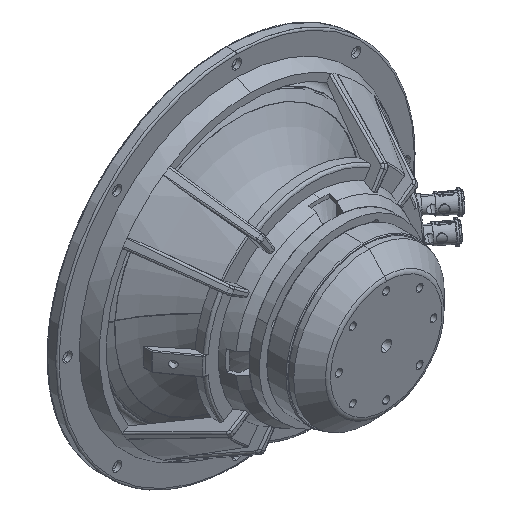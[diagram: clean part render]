
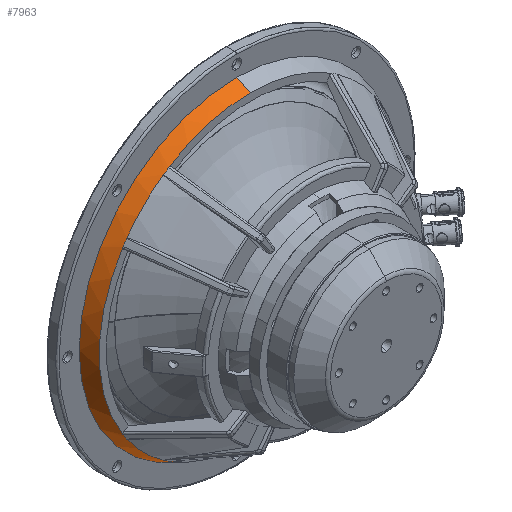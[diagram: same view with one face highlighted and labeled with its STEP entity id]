
A CAD part, isometric view. The second image highlights one B-rep face of the part: STEP entity #7963.
In plain terms, the highlighted conical face has half-angle 25 degrees and reference radius 92 mm.
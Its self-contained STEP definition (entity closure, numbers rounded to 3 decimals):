
#351 = EDGE_CURVE ( 'NONE', #14982, #5310, #12947, .T. ) ;
#412 = LINE ( 'NONE', #7318, #6172 ) ;
#660 = EDGE_CURVE ( 'NONE', #17914, #15948, #412, .T. ) ;
#886 = CARTESIAN_POINT ( 'NONE',  ( -50.658, 110.786, 21.333 ) ) ;
#916 = DIRECTION ( 'NONE',  ( 0., 1., 0. ) ) ;
#1032 = DIRECTION ( 'NONE',  ( 0., 1., 0. ) ) ;
#1141 = ORIENTED_EDGE ( 'NONE', *, *, #20566, .T. ) ;
#1762 = DIRECTION ( 'NONE',  ( 0., 1., 0. ) ) ;
#1824 = CARTESIAN_POINT ( 'NONE',  ( 21.545, 110.786, -16.167 ) ) ;
#1985 = AXIS2_PLACEMENT_3D ( 'NONE', #6008, #12910, #19812 ) ;
#2682 = CARTESIAN_POINT ( 'NONE',  ( 21.545, 118.804, -19.905 ) ) ;
#2871 = DIRECTION ( 'NONE',  ( 0., 1., 0. ) ) ;
#2971 = CIRCLE ( 'NONE', #15629, 88.261 ) ;
#3217 = DIRECTION ( 'NONE',  ( 0., 0., 1. ) ) ;
#3511 = AXIS2_PLACEMENT_3D ( 'NONE', #5204, #12098, #19008 ) ;
#3573 = CARTESIAN_POINT ( 'NONE',  ( 21.545, 110.786, 72.095 ) ) ;
#3596 = DIRECTION ( 'NONE',  ( 0., 0., 1. ) ) ;
#3656 = CARTESIAN_POINT ( 'NONE',  ( -52.765, 110.786, 119.72 ) ) ;
#4903 = CARTESIAN_POINT ( 'NONE',  ( 21.545, 118.804, 72.095 ) ) ;
#5204 = CARTESIAN_POINT ( 'NONE',  ( 21.545, 110.786, 72.095 ) ) ;
#5310 = VERTEX_POINT ( 'NONE', #6413 ) ;
#5478 = ORIENTED_EDGE ( 'NONE', *, *, #22295, .F. ) ;
#5694 = VERTEX_POINT ( 'NONE', #10558 ) ;
#6008 = CARTESIAN_POINT ( 'NONE',  ( 21.545, 110.786, 72.095 ) ) ;
#6085 = AXIS2_PLACEMENT_3D ( 'NONE', #14923, #21829, #6312 ) ;
#6145 = AXIS2_PLACEMENT_3D ( 'NONE', #18366, #2871, #9757 ) ;
#6172 = VECTOR ( 'NONE', #14212, 1000. ) ;
#6312 = DIRECTION ( 'NONE',  ( 0., 0., 1. ) ) ;
#6413 = CARTESIAN_POINT ( 'NONE',  ( -29.216, 110.786, 144.298 ) ) ;
#6714 = EDGE_CURVE ( 'NONE', #15029, #15948, #21621, .T. ) ;
#6942 = ORIENTED_EDGE ( 'NONE', *, *, #9539, .T. ) ;
#7046 = VECTOR ( 'NONE', #9563, 1000. ) ;
#7206 = VERTEX_POINT ( 'NONE', #13708 ) ;
#7299 = CIRCLE ( 'NONE', #19928, 88.261 ) ;
#7318 = CARTESIAN_POINT ( 'NONE',  ( 21.545, 118.804, 164.095 ) ) ;
#7817 = DIRECTION ( 'NONE',  ( 0., 0., 1. ) ) ;
#7931 = DIRECTION ( 'NONE',  ( 0., 0., 1. ) ) ;
#7963 = ADVANCED_FACE ( 'NONE', ( #11452 ), #15906, .T. ) ;
#8102 = VERTEX_POINT ( 'NONE', #16814 ) ;
#8646 = CIRCLE ( 'NONE', #21299, 88.261 ) ;
#8656 = DIRECTION ( 'NONE',  ( 0., 0., 1. ) ) ;
#9539 = EDGE_CURVE ( 'NONE', #19465, #5694, #8646, .T. ) ;
#9563 = DIRECTION ( 'NONE',  ( 0., 0.906, -0.423 ) ) ;
#9757 = DIRECTION ( 'NONE',  ( 0., 0., 1. ) ) ;
#10404 = AXIS2_PLACEMENT_3D ( 'NONE', #16423, #916, #7817 ) ;
#10430 = CARTESIAN_POINT ( 'NONE',  ( 21.545, 118.804, -19.905 ) ) ;
#10467 = DIRECTION ( 'NONE',  ( 0., 1., 0. ) ) ;
#10558 = CARTESIAN_POINT ( 'NONE',  ( -52.765, 110.786, 24.47 ) ) ;
#10732 = AXIS2_PLACEMENT_3D ( 'NONE', #17271, #1762, #8656 ) ;
#10898 = ORIENTED_EDGE ( 'NONE', *, *, #6714, .F. ) ;
#11452 = FACE_OUTER_BOUND ( 'NONE', #14738, .T. ) ;
#11509 = ORIENTED_EDGE ( 'NONE', *, *, #660, .T. ) ;
#11627 = ORIENTED_EDGE ( 'NONE', *, *, #16685, .T. ) ;
#11718 = CIRCLE ( 'NONE', #1985, 88.261 ) ;
#11799 = DIRECTION ( 'NONE',  ( 0., 1., 0. ) ) ;
#11805 = CARTESIAN_POINT ( 'NONE',  ( 21.545, 110.786, 72.095 ) ) ;
#11857 = AXIS2_PLACEMENT_3D ( 'NONE', #4903, #11799, #18715 ) ;
#12098 = DIRECTION ( 'NONE',  ( 0., 1., 0. ) ) ;
#12190 = CARTESIAN_POINT ( 'NONE',  ( 21.545, 110.786, 72.095 ) ) ;
#12526 = CIRCLE ( 'NONE', #15437, 88.261 ) ;
#12838 = EDGE_CURVE ( 'NONE', #21439, #14982, #13254, .T. ) ;
#12910 = DIRECTION ( 'NONE',  ( 0., 1., 0. ) ) ;
#12918 = ORIENTED_EDGE ( 'NONE', *, *, #19154, .T. ) ;
#12947 = CIRCLE ( 'NONE', #6085, 88.261 ) ;
#13254 = CIRCLE ( 'NONE', #3511, 88.261 ) ;
#13470 = CARTESIAN_POINT ( 'NONE',  ( 21.545, 110.786, 160.356 ) ) ;
#13489 = CARTESIAN_POINT ( 'NONE',  ( -50.658, 110.786, 122.856 ) ) ;
#13708 = CARTESIAN_POINT ( 'NONE',  ( -26.08, 110.786, -2.215 ) ) ;
#13981 = ORIENTED_EDGE ( 'NONE', *, *, #18344, .T. ) ;
#14164 = CARTESIAN_POINT ( 'NONE',  ( 21.545, 118.804, 164.095 ) ) ;
#14167 = ORIENTED_EDGE ( 'NONE', *, *, #21646, .T. ) ;
#14212 = DIRECTION ( 'NONE',  ( 0., 0.906, 0.423 ) ) ;
#14738 = EDGE_LOOP ( 'NONE', ( #5478, #1141, #13981, #11627, #6942, #21720, #19376, #19244, #14167, #12918, #11509, #10898 ) ) ;
#14923 = CARTESIAN_POINT ( 'NONE',  ( 21.545, 110.786, 72.095 ) ) ;
#14982 = VERTEX_POINT ( 'NONE', #13489 ) ;
#15029 = VERTEX_POINT ( 'NONE', #10430 ) ;
#15320 = VERTEX_POINT ( 'NONE', #16866 ) ;
#15437 = AXIS2_PLACEMENT_3D ( 'NONE', #16538, #1032, #7931 ) ;
#15629 = AXIS2_PLACEMENT_3D ( 'NONE', #3573, #10467, #17379 ) ;
#15906 = CONICAL_SURFACE ( 'NONE', #6145, 92., 0.436 ) ;
#15948 = VERTEX_POINT ( 'NONE', #14164 ) ;
#16423 = CARTESIAN_POINT ( 'NONE',  ( 21.545, 110.786, 72.095 ) ) ;
#16538 = CARTESIAN_POINT ( 'NONE',  ( 21.545, 110.786, 72.095 ) ) ;
#16685 = EDGE_CURVE ( 'NONE', #8102, #19465, #7299, .T. ) ;
#16814 = CARTESIAN_POINT ( 'NONE',  ( -29.216, 110.786, -0.109 ) ) ;
#16866 = CARTESIAN_POINT ( 'NONE',  ( -26.08, 110.786, 146.404 ) ) ;
#16966 = EDGE_CURVE ( 'NONE', #5694, #21439, #2971, .T. ) ;
#17271 = CARTESIAN_POINT ( 'NONE',  ( 21.545, 110.786, 72.095 ) ) ;
#17379 = DIRECTION ( 'NONE',  ( 0., 0., 1. ) ) ;
#17914 = VERTEX_POINT ( 'NONE', #13470 ) ;
#18178 = LINE ( 'NONE', #2682, #7046 ) ;
#18344 = EDGE_CURVE ( 'NONE', #7206, #8102, #20493, .T. ) ;
#18366 = CARTESIAN_POINT ( 'NONE',  ( 21.545, 118.804, 72.095 ) ) ;
#18715 = DIRECTION ( 'NONE',  ( 0., 0., 1. ) ) ;
#18720 = DIRECTION ( 'NONE',  ( 0., 1., 0. ) ) ;
#19008 = DIRECTION ( 'NONE',  ( 0., 0., 1. ) ) ;
#19095 = DIRECTION ( 'NONE',  ( 0., 1., 0. ) ) ;
#19154 = EDGE_CURVE ( 'NONE', #15320, #17914, #20156, .T. ) ;
#19244 = ORIENTED_EDGE ( 'NONE', *, *, #351, .T. ) ;
#19376 = ORIENTED_EDGE ( 'NONE', *, *, #12838, .T. ) ;
#19465 = VERTEX_POINT ( 'NONE', #886 ) ;
#19812 = DIRECTION ( 'NONE',  ( 0., 0., 1. ) ) ;
#19928 = AXIS2_PLACEMENT_3D ( 'NONE', #12190, #19095, #3596 ) ;
#20156 = CIRCLE ( 'NONE', #10404, 88.261 ) ;
#20262 = VERTEX_POINT ( 'NONE', #1824 ) ;
#20493 = CIRCLE ( 'NONE', #10732, 88.261 ) ;
#20566 = EDGE_CURVE ( 'NONE', #20262, #7206, #12526, .T. ) ;
#21299 = AXIS2_PLACEMENT_3D ( 'NONE', #11805, #18720, #3217 ) ;
#21439 = VERTEX_POINT ( 'NONE', #3656 ) ;
#21621 = CIRCLE ( 'NONE', #11857, 92. ) ;
#21646 = EDGE_CURVE ( 'NONE', #5310, #15320, #11718, .T. ) ;
#21720 = ORIENTED_EDGE ( 'NONE', *, *, #16966, .T. ) ;
#21829 = DIRECTION ( 'NONE',  ( 0., 1., 0. ) ) ;
#22295 = EDGE_CURVE ( 'NONE', #20262, #15029, #18178, .T. ) ;
